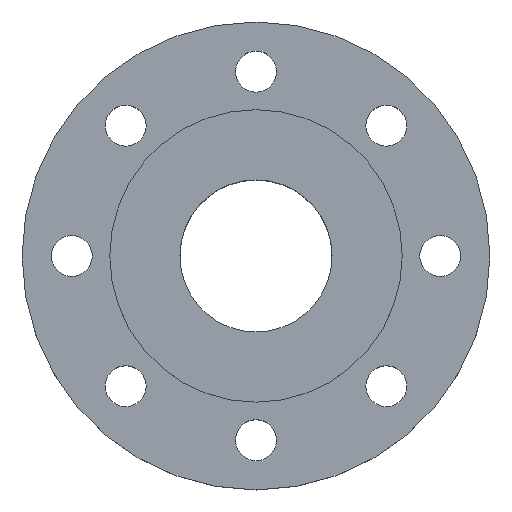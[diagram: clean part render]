
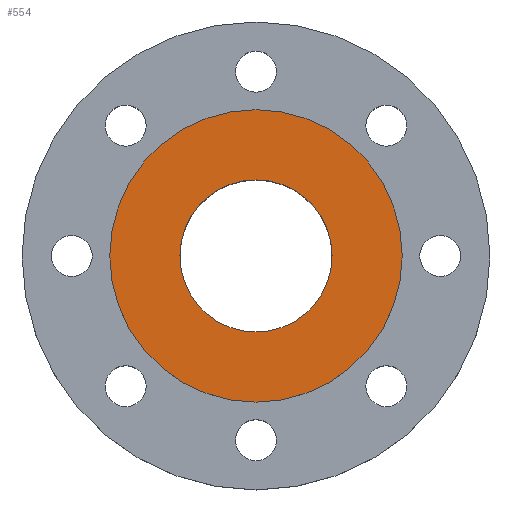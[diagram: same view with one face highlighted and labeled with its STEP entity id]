
A CAD part, top view. The second image highlights one B-rep face of the part: STEP entity #554.
In plain terms, the highlighted planar face has unit normal (0, 0, 1).
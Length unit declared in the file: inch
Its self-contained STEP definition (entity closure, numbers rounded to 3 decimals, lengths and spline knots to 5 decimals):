
#223 = CARTESIAN_POINT ( 'NONE',  ( -1.625, 0., 0. ) ) ;
#224 = CARTESIAN_POINT ( 'NONE',  ( 1.625, 0., 0. ) ) ;
#225 = DIRECTION ( 'NONE',  ( -1., 0., 0. ) ) ;
#226 = DIRECTION ( 'NONE',  ( 0., 0., -1. ) ) ;
#227 = CARTESIAN_POINT ( 'NONE',  ( 0., 0., 0. ) ) ;
#228 = AXIS2_PLACEMENT_3D ( 'NONE', #227, #226, #225 ) ;
#229 = CIRCLE ( 'NONE', #228, 1.625 ) ;
#247 = VERTEX_POINT ( 'NONE', #595 ) ;
#311 = EDGE_CURVE ( 'NONE', #488, #487, #912, .T. ) ;
#332 = EDGE_CURVE ( 'NONE', #336, #247, #853, .T. ) ;
#336 = VERTEX_POINT ( 'NONE', #847 ) ;
#486 = EDGE_CURVE ( 'NONE', #487, #488, #229, .T. ) ;
#487 = VERTEX_POINT ( 'NONE', #224 ) ;
#488 = VERTEX_POINT ( 'NONE', #223 ) ;
#547 = EDGE_LOOP ( 'NONE', ( #548, #549 ) ) ;
#548 = ORIENTED_EDGE ( 'NONE', *, *, #332, .F. ) ;
#549 = ORIENTED_EDGE ( 'NONE', *, *, #711, .F. ) ;
#554 = ADVANCED_FACE ( 'NONE', ( #1107, #1106 ), #1102, .T. ) ;
#555 = EDGE_LOOP ( 'NONE', ( #688, #689 ) ) ;
#595 = CARTESIAN_POINT ( 'NONE',  ( 3.125, 0., 0. ) ) ;
#688 = ORIENTED_EDGE ( 'NONE', *, *, #311, .T. ) ;
#689 = ORIENTED_EDGE ( 'NONE', *, *, #486, .T. ) ;
#711 = EDGE_CURVE ( 'NONE', #247, #336, #964, .T. ) ;
#847 = CARTESIAN_POINT ( 'NONE',  ( -3.125, 0., 0. ) ) ;
#849 = DIRECTION ( 'NONE',  ( -1., 0., 0. ) ) ;
#850 = DIRECTION ( 'NONE',  ( 0., 0., -1. ) ) ;
#851 = CARTESIAN_POINT ( 'NONE',  ( 0., 0., 0. ) ) ;
#852 = AXIS2_PLACEMENT_3D ( 'NONE', #851, #850, #849 ) ;
#853 = CIRCLE ( 'NONE', #852, 3.125 ) ;
#909 = DIRECTION ( 'NONE',  ( -1., 0., 0. ) ) ;
#910 = DIRECTION ( 'NONE',  ( 0., 0., -1. ) ) ;
#911 = AXIS2_PLACEMENT_3D ( 'NONE', #918, #910, #909 ) ;
#912 = CIRCLE ( 'NONE', #911, 1.625 ) ;
#918 = CARTESIAN_POINT ( 'NONE',  ( 0., 0., 0. ) ) ;
#957 = DIRECTION ( 'NONE',  ( -1., 0., 0. ) ) ;
#958 = DIRECTION ( 'NONE',  ( 0., 0., -1. ) ) ;
#959 = CARTESIAN_POINT ( 'NONE',  ( 0., 0., 0. ) ) ;
#960 = AXIS2_PLACEMENT_3D ( 'NONE', #959, #958, #957 ) ;
#964 = CIRCLE ( 'NONE', #960, 3.125 ) ;
#1102 = PLANE ( 'NONE',  #1123 ) ;
#1106 = FACE_OUTER_BOUND ( 'NONE', #547, .T. ) ;
#1107 = FACE_BOUND ( 'NONE', #555, .T. ) ;
#1120 = DIRECTION ( 'NONE',  ( 1., 0., 0. ) ) ;
#1121 = DIRECTION ( 'NONE',  ( 0., 0., 1. ) ) ;
#1122 = CARTESIAN_POINT ( 'NONE',  ( 0., 1.625, 0. ) ) ;
#1123 = AXIS2_PLACEMENT_3D ( 'NONE', #1122, #1121, #1120 ) ;
